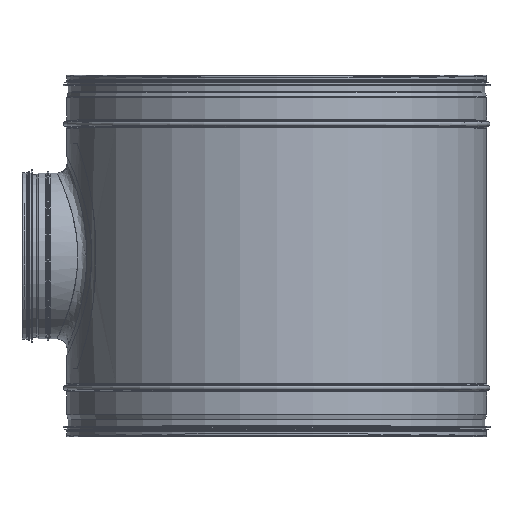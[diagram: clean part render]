
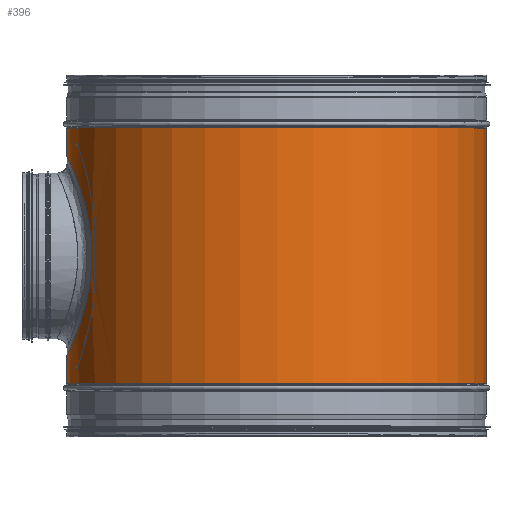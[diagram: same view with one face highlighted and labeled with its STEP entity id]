
A CAD part, top view. The second image highlights one B-rep face of the part: STEP entity #396.
In plain terms, the highlighted cylindrical face has radius 314.325 mm (diameter 628.65 mm), a full revolution.
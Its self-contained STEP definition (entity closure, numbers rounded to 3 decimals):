
#125=CARTESIAN_POINT('',(-277.325,270.0,-147.956));
#126=VERTEX_POINT('',#125);
#162=CARTESIAN_POINT('',(-277.325,270.0,147.956));
#163=VERTEX_POINT('',#162);
#186=CARTESIAN_POINT('',(-314.325,120.,0.));
#187=VERTEX_POINT('',#186);
#188=CARTESIAN_POINT('',(-277.325,270.,147.956));
#189=CARTESIAN_POINT('',(-277.325,260.49,147.956));
#190=CARTESIAN_POINT('',(-277.814,250.704,147.051));
#191=CARTESIAN_POINT('',(-279.772,231.323,143.292));
#192=CARTESIAN_POINT('',(-281.238,221.727,140.438));
#193=CARTESIAN_POINT('',(-284.857,203.38,132.945));
#194=CARTESIAN_POINT('',(-287.008,194.611,128.298));
#195=CARTESIAN_POINT('',(-291.557,178.401,117.594));
#196=CARTESIAN_POINT('',(-293.951,170.96,111.534));
#197=CARTESIAN_POINT('',(-298.534,157.751,98.614));
#198=CARTESIAN_POINT('',(-300.892,151.513,91.288));
#199=CARTESIAN_POINT('',(-305.297,140.454,75.255));
#200=CARTESIAN_POINT('',(-307.34,135.634,66.548));
#201=CARTESIAN_POINT('',(-310.734,127.844,48.279));
#202=CARTESIAN_POINT('',(-312.085,124.869,38.7));
#203=CARTESIAN_POINT('',(-313.881,120.946,19.324));
#204=CARTESIAN_POINT('',(-314.325,120.,9.526));
#205=CARTESIAN_POINT('',(-314.325,120.,0.));
#206=B_SPLINE_CURVE_WITH_KNOTS('',3,(#188,#189,#190,#191,#192,#193,#194,#195,#196,#197,#198,#199,#200,#201,#202,#203,#204,#205),.UNSPECIFIED.,.F.,.U.,(4,2,2,2,2,2,2,2,4),(0.0,2.853,5.706,8.559,11.412,14.27,17.128,19.986,22.844),.UNSPECIFIED.);
#207=EDGE_CURVE('',#163,#187,#206,.T.);
#248=CARTESIAN_POINT('',(-314.325,120.,0.));
#249=CARTESIAN_POINT('',(-314.325,120.,-9.526));
#250=CARTESIAN_POINT('',(-313.881,120.946,-19.324));
#251=CARTESIAN_POINT('',(-312.085,124.869,-38.7));
#252=CARTESIAN_POINT('',(-310.734,127.844,-48.279));
#253=CARTESIAN_POINT('',(-307.34,135.634,-66.548));
#254=CARTESIAN_POINT('',(-305.297,140.454,-75.255));
#255=CARTESIAN_POINT('',(-300.892,151.513,-91.288));
#256=CARTESIAN_POINT('',(-298.534,157.751,-98.614));
#257=CARTESIAN_POINT('',(-293.951,170.96,-111.534));
#258=CARTESIAN_POINT('',(-291.557,178.401,-117.594));
#259=CARTESIAN_POINT('',(-287.008,194.611,-128.298));
#260=CARTESIAN_POINT('',(-284.857,203.38,-132.945));
#261=CARTESIAN_POINT('',(-281.238,221.727,-140.438));
#262=CARTESIAN_POINT('',(-279.772,231.323,-143.292));
#263=CARTESIAN_POINT('',(-277.814,250.704,-147.051));
#264=CARTESIAN_POINT('',(-277.325,260.49,-147.956));
#265=CARTESIAN_POINT('',(-277.325,270.,-147.956));
#266=B_SPLINE_CURVE_WITH_KNOTS('',3,(#248,#249,#250,#251,#252,#253,#254,#255,#256,#257,#258,#259,#260,#261,#262,#263,#264,#265),.UNSPECIFIED.,.F.,.U.,(4,2,2,2,2,2,2,2,4),(22.844,25.702,28.56,31.418,34.275,37.129,39.982,42.835,45.688),.UNSPECIFIED.);
#267=EDGE_CURVE('',#187,#126,#266,.T.);
#277=CARTESIAN_POINT('',(-314.325,420.0,0.));
#278=VERTEX_POINT('',#277);
#279=CARTESIAN_POINT('',(-314.325,420.,0.));
#280=CARTESIAN_POINT('',(-314.325,420.,9.526));
#281=CARTESIAN_POINT('',(-313.881,419.054,19.324));
#282=CARTESIAN_POINT('',(-312.085,415.131,38.7));
#283=CARTESIAN_POINT('',(-310.734,412.156,48.279));
#284=CARTESIAN_POINT('',(-307.34,404.366,66.548));
#285=CARTESIAN_POINT('',(-305.297,399.546,75.255));
#286=CARTESIAN_POINT('',(-300.892,388.487,91.288));
#287=CARTESIAN_POINT('',(-298.534,382.249,98.614));
#288=CARTESIAN_POINT('',(-293.951,369.04,111.534));
#289=CARTESIAN_POINT('',(-291.557,361.599,117.594));
#290=CARTESIAN_POINT('',(-287.008,345.389,128.298));
#291=CARTESIAN_POINT('',(-284.857,336.62,132.945));
#292=CARTESIAN_POINT('',(-281.238,318.273,140.438));
#293=CARTESIAN_POINT('',(-279.772,308.677,143.292));
#294=CARTESIAN_POINT('',(-277.814,289.296,147.051));
#295=CARTESIAN_POINT('',(-277.325,279.51,147.956));
#296=CARTESIAN_POINT('',(-277.325,270.0,147.956));
#297=B_SPLINE_CURVE_WITH_KNOTS('',3,(#279,#280,#281,#282,#283,#284,#285,#286,#287,#288,#289,#290,#291,#292,#293,#294,#295,#296),.UNSPECIFIED.,.F.,.U.,(4,2,2,2,2,2,2,2,4),(68.532,71.39,74.247,77.105,79.963,82.816,85.669,88.523,91.376),.UNSPECIFIED.);
#298=EDGE_CURVE('',#278,#163,#297,.T.);
#300=CARTESIAN_POINT('',(-277.325,270.,-147.956));
#301=CARTESIAN_POINT('',(-277.325,279.51,-147.956));
#302=CARTESIAN_POINT('',(-277.814,289.296,-147.051));
#303=CARTESIAN_POINT('',(-279.772,308.677,-143.292));
#304=CARTESIAN_POINT('',(-281.238,318.273,-140.438));
#305=CARTESIAN_POINT('',(-284.857,336.62,-132.945));
#306=CARTESIAN_POINT('',(-287.008,345.389,-128.298));
#307=CARTESIAN_POINT('',(-291.557,361.599,-117.594));
#308=CARTESIAN_POINT('',(-293.951,369.04,-111.534));
#309=CARTESIAN_POINT('',(-298.534,382.249,-98.614));
#310=CARTESIAN_POINT('',(-300.892,388.487,-91.288));
#311=CARTESIAN_POINT('',(-305.297,399.546,-75.255));
#312=CARTESIAN_POINT('',(-307.34,404.366,-66.548));
#313=CARTESIAN_POINT('',(-310.734,412.156,-48.279));
#314=CARTESIAN_POINT('',(-312.085,415.131,-38.7));
#315=CARTESIAN_POINT('',(-313.881,419.054,-19.324));
#316=CARTESIAN_POINT('',(-314.325,420.,-9.526));
#317=CARTESIAN_POINT('',(-314.325,420.,0.0));
#318=B_SPLINE_CURVE_WITH_KNOTS('',3,(#300,#301,#302,#303,#304,#305,#306,#307,#308,#309,#310,#311,#312,#313,#314,#315,#316,#317),.UNSPECIFIED.,.F.,.U.,(4,2,2,2,2,2,2,2,4),(45.688,48.541,51.394,54.247,57.1,59.958,62.816,65.674,68.532),.UNSPECIFIED.);
#319=EDGE_CURVE('',#126,#278,#318,.T.);
#363=CARTESIAN_POINT('',(0.0,174.25,0.0));
#364=DIRECTION('',(0.0,-1.0,0.0));
#365=DIRECTION('',(1.0,0.0,0.0));
#366=AXIS2_PLACEMENT_3D('',#363,#364,#365);
#367=CYLINDRICAL_SURFACE('',#366,314.325);
#368=CARTESIAN_POINT('',(314.325,461.5,0.0));
#369=VERTEX_POINT('',#368);
#370=CARTESIAN_POINT('',(0.0,461.5,0.0));
#371=DIRECTION('',(0.0,-1.0,0.0));
#372=DIRECTION('',(1.0,0.0,0.0));
#373=AXIS2_PLACEMENT_3D('',#370,#371,#372);
#374=CIRCLE('',#373,314.325);
#375=EDGE_CURVE('',#369,#369,#374,.T.);
#376=ORIENTED_EDGE('',*,*,#375,.T.);
#377=EDGE_LOOP('',(#376));
#378=FACE_OUTER_BOUND('',#377,.T.);
#379=ORIENTED_EDGE('',*,*,#267,.T.);
#380=ORIENTED_EDGE('',*,*,#319,.T.);
#381=ORIENTED_EDGE('',*,*,#298,.T.);
#382=ORIENTED_EDGE('',*,*,#207,.T.);
#383=EDGE_LOOP('',(#379,#380,#381,#382));
#384=FACE_BOUND('',#383,.T.);
#385=CARTESIAN_POINT('',(314.325,78.5,0.0));
#386=VERTEX_POINT('',#385);
#387=CARTESIAN_POINT('',(0.0,78.5,0.0));
#388=DIRECTION('',(0.0,-1.0,0.0));
#389=DIRECTION('',(1.0,0.0,0.0));
#390=AXIS2_PLACEMENT_3D('',#387,#388,#389);
#391=CIRCLE('',#390,314.325);
#392=EDGE_CURVE('',#386,#386,#391,.T.);
#393=ORIENTED_EDGE('',*,*,#392,.F.);
#394=EDGE_LOOP('',(#393));
#395=FACE_BOUND('',#394,.T.);
#396=ADVANCED_FACE('',(#378,#384,#395),#367,.T.);
